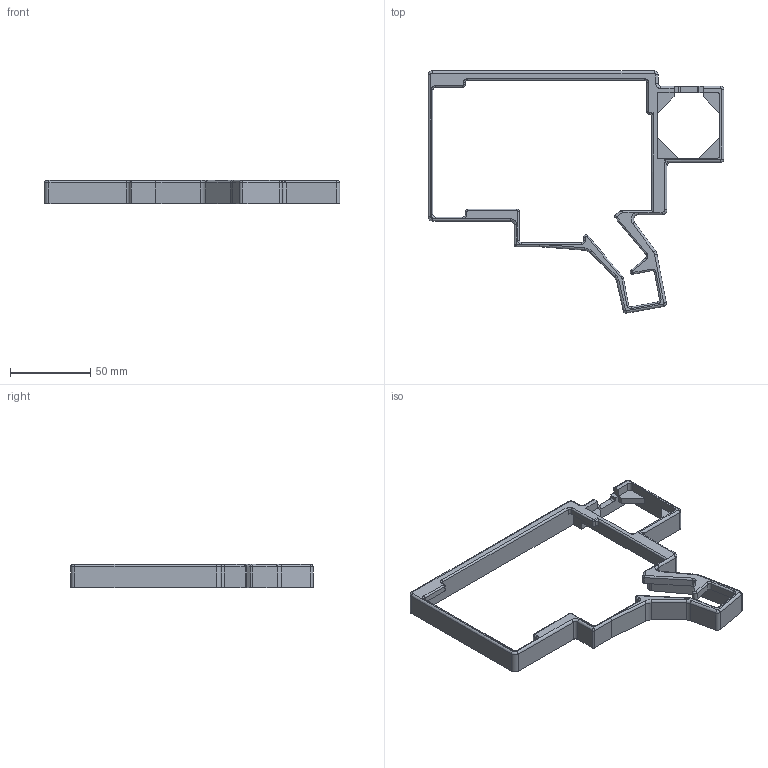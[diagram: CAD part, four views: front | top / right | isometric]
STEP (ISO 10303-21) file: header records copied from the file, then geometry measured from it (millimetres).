
FILE_DESCRIPTION(/* description */ (''),/* implementation_level */ '2;1');
FILE_NAME(/* name */ 'Upper_Case.step',/* time_stamp */ '2023-03-26T01:38:56+01:00',/* author */ (''),/* organization */ (''),/* preprocessor_version */ 'ST-DEVELOPER v19.2',/* originating_system */ 'Autodesk Translation Framework v11.17.0.187',/* authorisation */ '');
FILE_SCHEMA (('AUTOMOTIVE_DESIGN { 1 0 10303 214 3 1 1 }'));
Length unit declared in the file: millimetre
Products named in the file (1): Upper_Case
Bounding box: 184.4 x 151.15 x 14.5 mm (x, y, z)
Volume: 41113 mm3; surface area: 26521 mm2
Topology: 1 solids, 1 shells, 205 faces, 536 edges, 325 vertices
Faces by surface type: cylinder 85, plane 80, bspline 22, torus 18
Entity records: 6487 total; most frequent: CARTESIAN_POINT 1370, DIRECTION 1104, ORIENTED_EDGE 1062, EDGE_CURVE 531, AXIS2_PLACEMENT_3D 391, VERTEX_POINT 325, LINE 322, VECTOR 322
